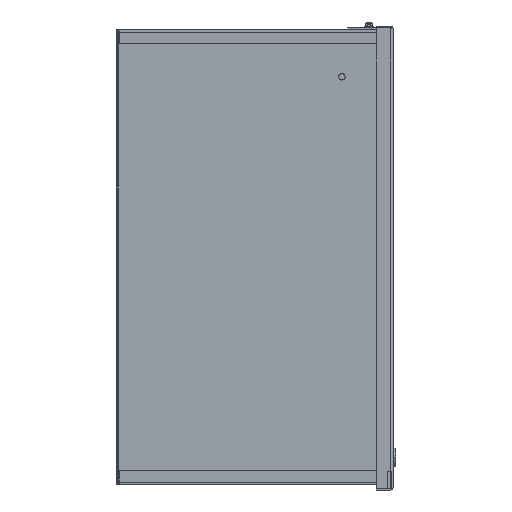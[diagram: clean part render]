
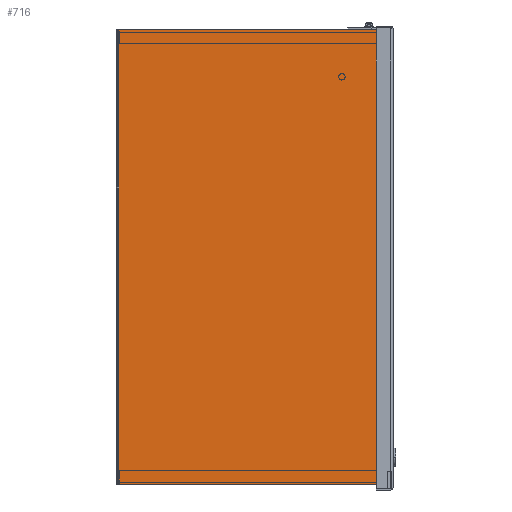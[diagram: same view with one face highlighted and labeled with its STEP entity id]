
A CAD part, front view. The second image highlights one B-rep face of the part: STEP entity #716.
In plain terms, the highlighted face is planar.
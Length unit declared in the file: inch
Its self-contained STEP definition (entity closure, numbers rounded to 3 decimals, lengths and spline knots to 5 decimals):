
#582 = VERTEX_POINT ( 'NONE', #11526 ) ;
#716 = ADVANCED_FACE ( 'NONE', ( #23701 ), #5941, .T. ) ;
#1900 = DIRECTION ( 'NONE',  ( -1., 0., 0. ) ) ;
#3134 = EDGE_CURVE ( 'NONE', #8116, #582, #19956, .T. ) ;
#4247 = VECTOR ( 'NONE', #17207, 39.37008 ) ;
#4974 = EDGE_LOOP ( 'NONE', ( #8595, #17635, #9113, #8445 ) ) ;
#5632 = CARTESIAN_POINT ( 'NONE',  ( -10., -0.072, -12. ) ) ;
#5851 = DIRECTION ( 'NONE',  ( 0., 0., -1. ) ) ;
#5941 = PLANE ( 'NONE',  #17223 ) ;
#6624 = EDGE_CURVE ( 'NONE', #21141, #12260, #24708, .T. ) ;
#8116 = VERTEX_POINT ( 'NONE', #23254 ) ;
#8445 = ORIENTED_EDGE ( 'NONE', *, *, #6624, .T. ) ;
#8595 = ORIENTED_EDGE ( 'NONE', *, *, #15288, .T. ) ;
#9113 = ORIENTED_EDGE ( 'NONE', *, *, #10984, .T. ) ;
#10477 = VECTOR ( 'NONE', #18650, 39.37008 ) ;
#10984 = EDGE_CURVE ( 'NONE', #8116, #21141, #23628, .T. ) ;
#11398 = DIRECTION ( 'NONE',  ( 0., 1., 0. ) ) ;
#11526 = CARTESIAN_POINT ( 'NONE',  ( -10., -0.108, -12. ) ) ;
#12260 = VERTEX_POINT ( 'NONE', #18240 ) ;
#13786 = VECTOR ( 'NONE', #11398, 39.37008 ) ;
#15288 = EDGE_CURVE ( 'NONE', #12260, #582, #18354, .T. ) ;
#16630 = CARTESIAN_POINT ( 'NONE',  ( 10., -0.072, -12. ) ) ;
#16773 = CARTESIAN_POINT ( 'NONE',  ( 10., -11.892, -12. ) ) ;
#17133 = CARTESIAN_POINT ( 'NONE',  ( -10., -11.892, -12. ) ) ;
#17207 = DIRECTION ( 'NONE',  ( -1., 0., 0. ) ) ;
#17223 = AXIS2_PLACEMENT_3D ( 'NONE', #25298, #5851, #21526 ) ;
#17635 = ORIENTED_EDGE ( 'NONE', *, *, #3134, .F. ) ;
#18240 = CARTESIAN_POINT ( 'NONE',  ( -10., -11.892, -12. ) ) ;
#18354 = LINE ( 'NONE', #5632, #13786 ) ;
#18650 = DIRECTION ( 'NONE',  ( 0., -1., 0. ) ) ;
#19956 = LINE ( 'NONE', #21026, #23932 ) ;
#21026 = CARTESIAN_POINT ( 'NONE',  ( 10., -0.108, -12. ) ) ;
#21141 = VERTEX_POINT ( 'NONE', #16773 ) ;
#21526 = DIRECTION ( 'NONE',  ( 0., 1., 0. ) ) ;
#23254 = CARTESIAN_POINT ( 'NONE',  ( 10., -0.108, -12. ) ) ;
#23628 = LINE ( 'NONE', #16630, #10477 ) ;
#23701 = FACE_OUTER_BOUND ( 'NONE', #4974, .T. ) ;
#23932 = VECTOR ( 'NONE', #1900, 39.37008 ) ;
#24708 = LINE ( 'NONE', #17133, #4247 ) ;
#25298 = CARTESIAN_POINT ( 'NONE',  ( -10., -0.0625, -12. ) ) ;
